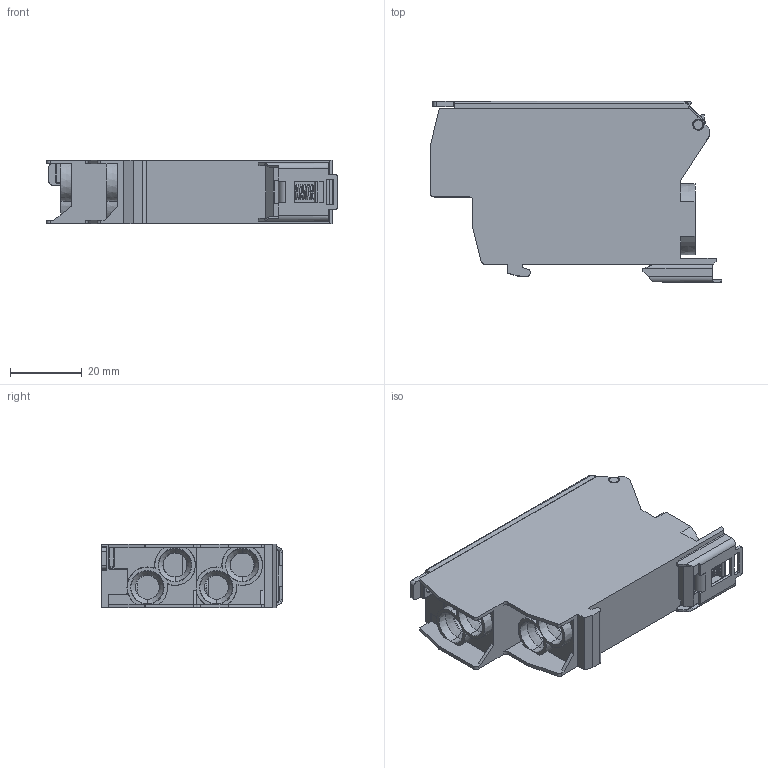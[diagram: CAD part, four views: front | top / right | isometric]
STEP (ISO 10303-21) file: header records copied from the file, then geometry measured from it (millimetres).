
FILE_DESCRIPTION((''),'2;1');
FILE_NAME('EDBJ-1X70-4X25_ASM','2021-04-08T',('marketing.praksa'),('Audax d.o.o.'),'CREO PARAMETRIC BY PTC INC, 2017480','CREO PARAMETRIC BY PTC INC, 2017480','');
FILE_SCHEMA(('AUTOMOTIVE_DESIGN { 1 0 10303 214 1 1 1 1 }'));
Length unit declared in the file: millimetre
Products named in the file (9): WKRET_M6X10; DB-178_501_07_SREZYNA_SUWAKA; SDB-70_00_01_REV_04; WKRET_M10X12; SDB-70_00_02_REV_03; PRT0120; DB-178_501_04_SUWAK_REV_00; PRT9597; EDBJ-1X70-4X25_ASM
Assembly tree (11 placements, depth 2):
  EDBJ-1X70-4X25_ASM
    WKRET_M6X10  x4
    DB-178_501_07_SREZYNA_SUWAKA
    SDB-70_00_01_REV_04
    WKRET_M10X12
    SDB-70_00_02_REV_03
    PRT0120
    DB-178_501_04_SUWAK_REV_00
    PRT9597
Bounding box: 80.97 x 50.35 x 17.8 mm (x, y, z)
Volume: 28624.6 mm3; surface area: 32003.4 mm2
Topology: 13 solids, 13 shells, 620 faces, 1646 edges, 1059 vertices
Faces by surface type: plane 345, cylinder 197, cone 49, bspline 14, torus 13, sphere 2
Entity records: 46533 total; most frequent: CARTESIAN_POINT 22359, ORIENTED_EDGE 3108, DIRECTION 3047, PRESENTATION_STYLE_ASSIGNMENT 2145, STYLED_ITEM 2145, CURVE_STYLE 1554, EDGE_CURVE 1554, VECTOR 1029
